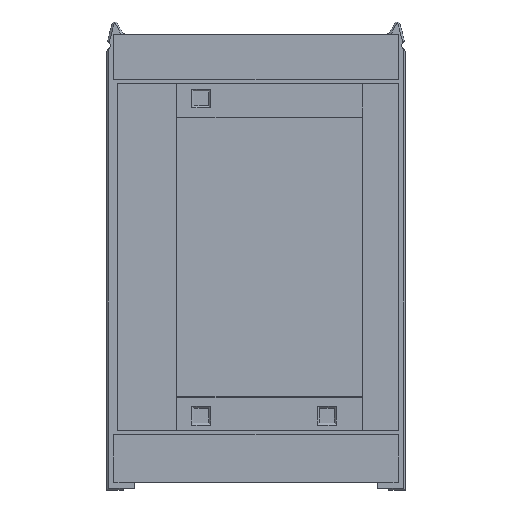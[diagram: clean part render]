
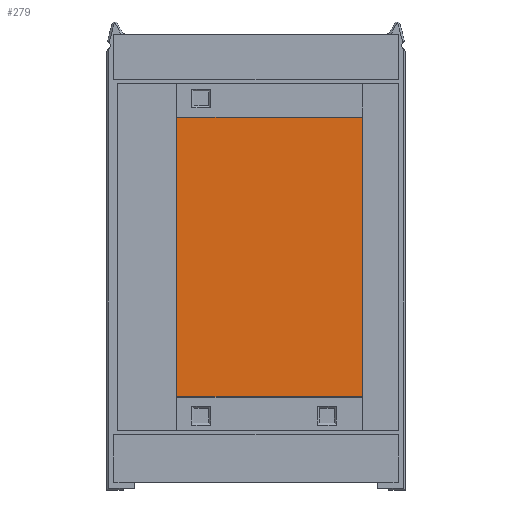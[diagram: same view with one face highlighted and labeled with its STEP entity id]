
A CAD part, top view. The second image highlights one B-rep face of the part: STEP entity #279.
In plain terms, the highlighted planar face has unit normal (0, 0, 1).
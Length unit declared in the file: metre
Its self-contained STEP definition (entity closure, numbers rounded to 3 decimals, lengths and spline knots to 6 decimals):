
#279 = ADVANCED_FACE( '', ( #624 ), #625, .T. );
#624 = FACE_OUTER_BOUND( '', #1042, .T. );
#625 = PLANE( '', #1043 );
#1042 = EDGE_LOOP( '', ( #1840, #1841, #1842, #1843 ) );
#1043 = AXIS2_PLACEMENT_3D( '', #1844, #1845, #1846 );
#1840 = ORIENTED_EDGE( '', *, *, #2747, .F. );
#1841 = ORIENTED_EDGE( '', *, *, #2610, .T. );
#1842 = ORIENTED_EDGE( '', *, *, #2608, .F. );
#1843 = ORIENTED_EDGE( '', *, *, #2748, .F. );
#1844 = CARTESIAN_POINT( '', ( 0., 0.001, 0. ) );
#1845 = DIRECTION( '', ( 0., 0., 1. ) );
#1846 = DIRECTION( '', ( 1., 0., 0. ) );
#2608 = EDGE_CURVE( '', #3186, #3177, #3188, .T. );
#2610 = EDGE_CURVE( '', #3190, #3177, #3191, .T. );
#2747 = EDGE_CURVE( '', #3190, #3390, #3391, .T. );
#2748 = EDGE_CURVE( '', #3390, #3186, #3392, .T. );
#3177 = VERTEX_POINT( '', #3984 );
#3186 = VERTEX_POINT( '', #3998 );
#3188 = LINE( '', #4001, #4002 );
#3190 = VERTEX_POINT( '', #4004 );
#3191 = LINE( '', #4005, #4006 );
#3390 = VERTEX_POINT( '', #4299 );
#3391 = LINE( '', #4300, #4301 );
#3392 = LINE( '', #4302, #4303 );
#3984 = CARTESIAN_POINT( '', ( 0.0285, -0.037126, 0. ) );
#3998 = CARTESIAN_POINT( '', ( 0.0285, 0.037738, 0. ) );
#4001 = CARTESIAN_POINT( '', ( 0.0285, -0.045892, 0. ) );
#4002 = VECTOR( '', #4682, 1. );
#4004 = CARTESIAN_POINT( '', ( -0.021175, -0.037126, 0. ) );
#4005 = CARTESIAN_POINT( '', ( 0.003663, -0.037126, 0. ) );
#4006 = VECTOR( '', #4683, 1. );
#4299 = CARTESIAN_POINT( '', ( -0.021175, 0.037738, 0. ) );
#4300 = CARTESIAN_POINT( '', ( -0.021175, 0.000306, 0. ) );
#4301 = VECTOR( '', #4822, 1. );
#4302 = CARTESIAN_POINT( '', ( 0.003663, 0.037738, 0. ) );
#4303 = VECTOR( '', #4823, 1. );
#4682 = DIRECTION( '', ( 0., -1., 0. ) );
#4683 = DIRECTION( '', ( 1., 0., 0. ) );
#4822 = DIRECTION( '', ( 0., 1., 0. ) );
#4823 = DIRECTION( '', ( 1., 0., 0. ) );
